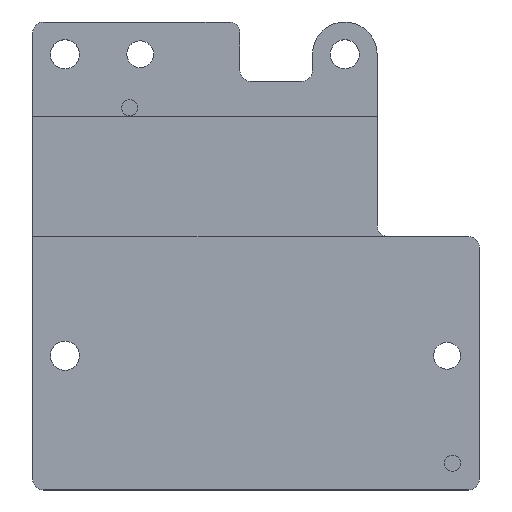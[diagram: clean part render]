
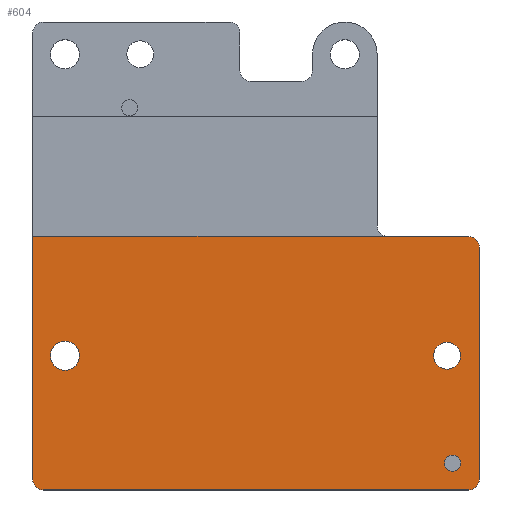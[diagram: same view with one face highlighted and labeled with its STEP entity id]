
A CAD part, top view. The second image highlights one B-rep face of the part: STEP entity #604.
In plain terms, the highlighted planar face has unit normal (0, 0, 1).
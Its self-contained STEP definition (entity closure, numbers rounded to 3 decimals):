
#18=FACE_BOUND('',#116,.T.);
#19=FACE_BOUND('',#117,.T.);
#20=FACE_BOUND('',#118,.T.);
#54=CIRCLE('',#663,1.);
#55=CIRCLE('',#664,1.);
#56=CIRCLE('',#665,1.);
#57=CIRCLE('',#666,1.25);
#58=CIRCLE('',#667,1.35);
#59=CIRCLE('',#668,0.75);
#80=FACE_OUTER_BOUND('',#115,.T.);
#115=EDGE_LOOP('',(#445,#446,#447,#448,#449,#450,#451,#452));
#116=EDGE_LOOP('',(#453));
#117=EDGE_LOOP('',(#454));
#118=EDGE_LOOP('',(#455));
#168=LINE('',#961,#223);
#169=LINE('',#963,#224);
#170=LINE('',#967,#225);
#171=LINE('',#971,#226);
#172=LINE('',#973,#227);
#223=VECTOR('',#766,10.);
#224=VECTOR('',#767,10.);
#225=VECTOR('',#770,10.);
#226=VECTOR('',#773,10.);
#227=VECTOR('',#774,10.);
#285=VERTEX_POINT('',#959);
#286=VERTEX_POINT('',#960);
#287=VERTEX_POINT('',#962);
#288=VERTEX_POINT('',#964);
#289=VERTEX_POINT('',#966);
#290=VERTEX_POINT('',#968);
#291=VERTEX_POINT('',#970);
#292=VERTEX_POINT('',#972);
#293=VERTEX_POINT('',#975);
#294=VERTEX_POINT('',#977);
#295=VERTEX_POINT('',#979);
#349=EDGE_CURVE('',#285,#286,#168,.T.);
#350=EDGE_CURVE('',#286,#287,#169,.T.);
#351=EDGE_CURVE('',#288,#287,#54,.T.);
#352=EDGE_CURVE('',#288,#289,#170,.T.);
#353=EDGE_CURVE('',#290,#289,#55,.T.);
#354=EDGE_CURVE('',#290,#291,#171,.T.);
#355=EDGE_CURVE('',#291,#292,#172,.T.);
#356=EDGE_CURVE('',#285,#292,#56,.T.);
#357=EDGE_CURVE('',#293,#293,#57,.T.);
#358=EDGE_CURVE('',#294,#294,#58,.T.);
#359=EDGE_CURVE('',#295,#295,#59,.T.);
#445=ORIENTED_EDGE('',*,*,#349,.T.);
#446=ORIENTED_EDGE('',*,*,#350,.T.);
#447=ORIENTED_EDGE('',*,*,#351,.F.);
#448=ORIENTED_EDGE('',*,*,#352,.T.);
#449=ORIENTED_EDGE('',*,*,#353,.F.);
#450=ORIENTED_EDGE('',*,*,#354,.T.);
#451=ORIENTED_EDGE('',*,*,#355,.T.);
#452=ORIENTED_EDGE('',*,*,#356,.F.);
#453=ORIENTED_EDGE('',*,*,#357,.F.);
#454=ORIENTED_EDGE('',*,*,#358,.F.);
#455=ORIENTED_EDGE('',*,*,#359,.F.);
#587=PLANE('',#662);
#604=ADVANCED_FACE('',(#80,#18,#19,#20),#587,.T.);
#662=AXIS2_PLACEMENT_3D('',#958,#764,#765);
#663=AXIS2_PLACEMENT_3D('',#965,#768,#769);
#664=AXIS2_PLACEMENT_3D('',#969,#771,#772);
#665=AXIS2_PLACEMENT_3D('',#974,#775,#776);
#666=AXIS2_PLACEMENT_3D('',#976,#777,#778);
#667=AXIS2_PLACEMENT_3D('',#978,#779,#780);
#668=AXIS2_PLACEMENT_3D('',#980,#781,#782);
#764=DIRECTION('center_axis',(0.,0.,
1.));
#765=DIRECTION('ref_axis',(-1.,0.,0.));
#766=DIRECTION('',(-1.,0.,0.));
#767=DIRECTION('',(0.,-1.,0.));
#768=DIRECTION('center_axis',(0.,0.,
-1.));
#769=DIRECTION('ref_axis',(-0.707,-0.707,0.));
#770=DIRECTION('',(1.,0.,0.));
#771=DIRECTION('center_axis',(0.,0.,
-1.));
#772=DIRECTION('ref_axis',(0.707,-0.707,0.));
#773=DIRECTION('',(0.,1.,0.));
#774=DIRECTION('',(0.,1.,0.));
#775=DIRECTION('center_axis',(0.,0.,
-1.));
#776=DIRECTION('ref_axis',(0.707,0.707,0.));
#777=DIRECTION('center_axis',(0.,0.,
1.));
#778=DIRECTION('ref_axis',(-1.,0.,0.));
#779=DIRECTION('center_axis',(0.,0.,
1.));
#780=DIRECTION('ref_axis',(-1.,0.,0.));
#781=DIRECTION('center_axis',(0.,0.,
1.));
#782=DIRECTION('ref_axis',(-1.,0.,0.));
#958=CARTESIAN_POINT('Origin',(19.002,43.5,16.75));
#959=CARTESIAN_POINT('',(38.752,40.575,16.75));
#960=CARTESIAN_POINT('',(-1.748,40.575,16.75));
#961=CARTESIAN_POINT('',(25.127,40.575,16.75));
#962=CARTESIAN_POINT('',(-1.748,18.025,16.75));
#963=CARTESIAN_POINT('',(-1.748,59.5,16.75));
#964=CARTESIAN_POINT('',(-0.748,17.025,16.75));
#965=CARTESIAN_POINT('Origin',(-0.748,18.025,16.75));
#966=CARTESIAN_POINT('',(38.752,17.025,16.75));
#967=CARTESIAN_POINT('',(39.752,17.025,16.75));
#968=CARTESIAN_POINT('',(39.752,18.025,16.75));
#969=CARTESIAN_POINT('Origin',(38.752,18.025,16.75));
#970=CARTESIAN_POINT('',(39.752,27.5,16.75));
#971=CARTESIAN_POINT('',(39.752,30.225,16.75));
#972=CARTESIAN_POINT('',(39.752,39.575,16.75));
#973=CARTESIAN_POINT('',(39.752,27.5,16.75));
#974=CARTESIAN_POINT('Origin',(38.752,39.575,16.75));
#975=CARTESIAN_POINT('',(38.002,29.5,16.75));
#976=CARTESIAN_POINT('Origin',(36.752,29.5,16.75));
#977=CARTESIAN_POINT('',(2.602,29.5,16.75));
#978=CARTESIAN_POINT('Origin',(1.252,29.5,16.75));
#979=CARTESIAN_POINT('',(38.012,19.515,16.75));
#980=CARTESIAN_POINT('Origin',(37.262,19.515,16.75));
